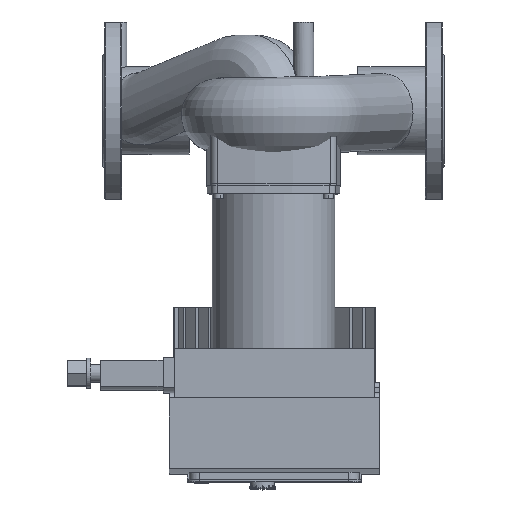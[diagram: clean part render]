
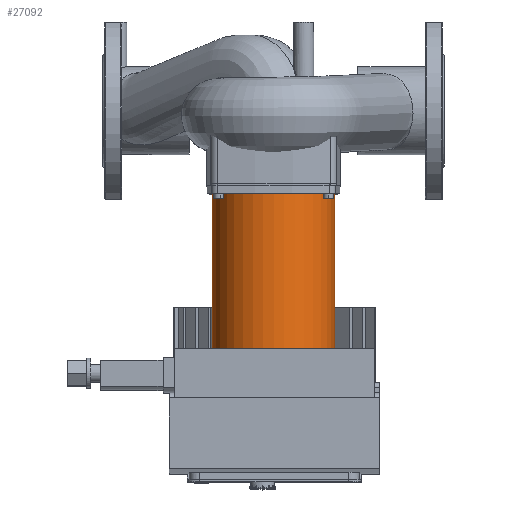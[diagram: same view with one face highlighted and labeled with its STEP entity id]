
A CAD part, top view. The second image highlights one B-rep face of the part: STEP entity #27092.
In plain terms, the highlighted cylindrical face has radius 61 mm (diameter 122 mm), a full revolution.
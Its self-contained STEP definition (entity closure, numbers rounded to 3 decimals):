
#234=FACE_BOUND('',#9497,.T.);
#6191=CYLINDRICAL_SURFACE('',#29672,61.);
#7871=FACE_OUTER_BOUND('',#9496,.T.);
#9496=EDGE_LOOP('',(#24429));
#9497=EDGE_LOOP('',(#24430));
#10562=CIRCLE('',#29673,61.);
#10563=CIRCLE('',#29674,61.);
#12946=VERTEX_POINT('',#78098);
#12947=VERTEX_POINT('',#78100);
#16794=EDGE_CURVE('',#12946,#12946,#10562,.T.);
#16795=EDGE_CURVE('',#12947,#12947,#10563,.T.);
#24429=ORIENTED_EDGE('',*,*,#16794,.T.);
#24430=ORIENTED_EDGE('',*,*,#16795,.F.);
#27092=ADVANCED_FACE('',(#7871,#234),#6191,.T.);
#29672=AXIS2_PLACEMENT_3D('',#78097,#37233,#37234);
#29673=AXIS2_PLACEMENT_3D('',#78099,#37235,#37236);
#29674=AXIS2_PLACEMENT_3D('',#78101,#37237,#37238);
#37233=DIRECTION('center_axis',(0.,-1.,0.));
#37234=DIRECTION('ref_axis',(-1.,0.,0.));
#37235=DIRECTION('center_axis',(0.,1.,0.));
#37236=DIRECTION('ref_axis',(-1.,0.,0.));
#37237=DIRECTION('center_axis',(0.,1.,0.));
#37238=DIRECTION('ref_axis',(-1.,0.,0.));
#78097=CARTESIAN_POINT('Origin',(170.,-82.5,150.));
#78098=CARTESIAN_POINT('',(231.,-237.,150.));
#78099=CARTESIAN_POINT('Origin',(170.,-237.,150.));
#78100=CARTESIAN_POINT('',(170.,-82.5,89.));
#78101=CARTESIAN_POINT('Origin',(170.,-82.5,150.));
